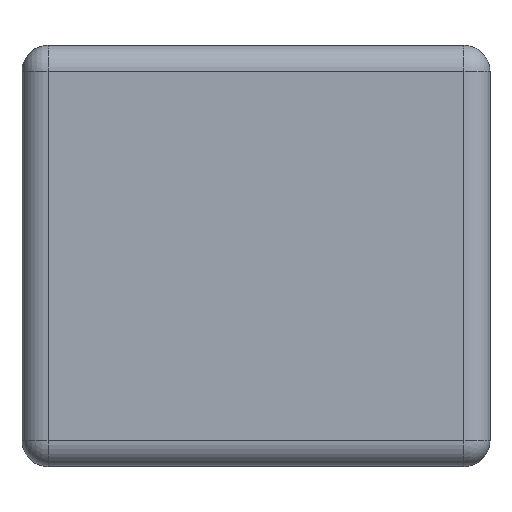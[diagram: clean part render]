
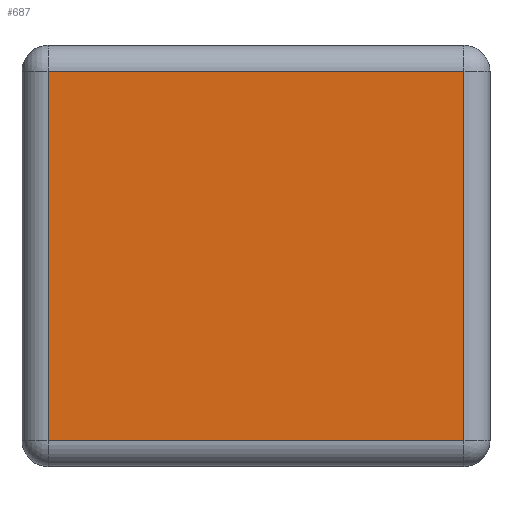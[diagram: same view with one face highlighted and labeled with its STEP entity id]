
A CAD part, left-side view. The second image highlights one B-rep face of the part: STEP entity #687.
In plain terms, the highlighted planar face has unit normal (-1, 0, 0).
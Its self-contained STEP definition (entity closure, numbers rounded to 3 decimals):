
#11 = CARTESIAN_POINT ( 'NONE',  ( -0.8, -0.4, 0.355 ) ) ;
#27 = VERTEX_POINT ( 'NONE', #785 ) ;
#95 = DIRECTION ( 'NONE',  ( 0., 0., 1. ) ) ;
#135 = ORIENTED_EDGE ( 'NONE', *, *, #1240, .T. ) ;
#166 = EDGE_CURVE ( 'NONE', #805, #27, #1139, .T. ) ;
#198 = CARTESIAN_POINT ( 'NONE',  ( -0.8, 0.4, -0.405 ) ) ;
#207 = CARTESIAN_POINT ( 'NONE',  ( -0.8, 0.45, 0.355 ) ) ;
#256 = VECTOR ( 'NONE', #591, 1000. ) ;
#261 = EDGE_CURVE ( 'NONE', #802, #525, #460, .T. ) ;
#391 = PLANE ( 'NONE',  #848 ) ;
#419 = VECTOR ( 'NONE', #95, 1000. ) ;
#460 = LINE ( 'NONE', #207, #256 ) ;
#525 = VERTEX_POINT ( 'NONE', #920 ) ;
#591 = DIRECTION ( 'NONE',  ( 0., 1., 0. ) ) ;
#687 = ADVANCED_FACE ( 'NONE', ( #1026 ), #391, .F. ) ;
#711 = CARTESIAN_POINT ( 'NONE',  ( -0.8, 0.45, -0.355 ) ) ;
#735 = EDGE_CURVE ( 'NONE', #525, #805, #1057, .T. ) ;
#764 = DIRECTION ( 'NONE',  ( 0., 0., -1. ) ) ;
#785 = CARTESIAN_POINT ( 'NONE',  ( -0.8, -0.4, -0.355 ) ) ;
#802 = VERTEX_POINT ( 'NONE', #11 ) ;
#805 = VERTEX_POINT ( 'NONE', #1007 ) ;
#848 = AXIS2_PLACEMENT_3D ( 'NONE', #1269, #972, #764 ) ;
#874 = EDGE_LOOP ( 'NONE', ( #930, #877, #135, #903 ) ) ;
#877 = ORIENTED_EDGE ( 'NONE', *, *, #166, .T. ) ;
#881 = DIRECTION ( 'NONE',  ( 0., 0., -1. ) ) ;
#903 = ORIENTED_EDGE ( 'NONE', *, *, #261, .T. ) ;
#920 = CARTESIAN_POINT ( 'NONE',  ( -0.8, 0.4, 0.355 ) ) ;
#930 = ORIENTED_EDGE ( 'NONE', *, *, #735, .T. ) ;
#972 = DIRECTION ( 'NONE',  ( 1., 0., 0. ) ) ;
#1007 = CARTESIAN_POINT ( 'NONE',  ( -0.8, 0.4, -0.355 ) ) ;
#1026 = FACE_OUTER_BOUND ( 'NONE', #874, .T. ) ;
#1057 = LINE ( 'NONE', #198, #1200 ) ;
#1068 = LINE ( 'NONE', #1177, #419 ) ;
#1139 = LINE ( 'NONE', #711, #1236 ) ;
#1177 = CARTESIAN_POINT ( 'NONE',  ( -0.8, -0.4, -0.405 ) ) ;
#1200 = VECTOR ( 'NONE', #881, 1000. ) ;
#1217 = DIRECTION ( 'NONE',  ( 0., -1., 0. ) ) ;
#1236 = VECTOR ( 'NONE', #1217, 1000. ) ;
#1240 = EDGE_CURVE ( 'NONE', #27, #802, #1068, .T. ) ;
#1269 = CARTESIAN_POINT ( 'NONE',  ( -0.8, 0.45, -0.405 ) ) ;
